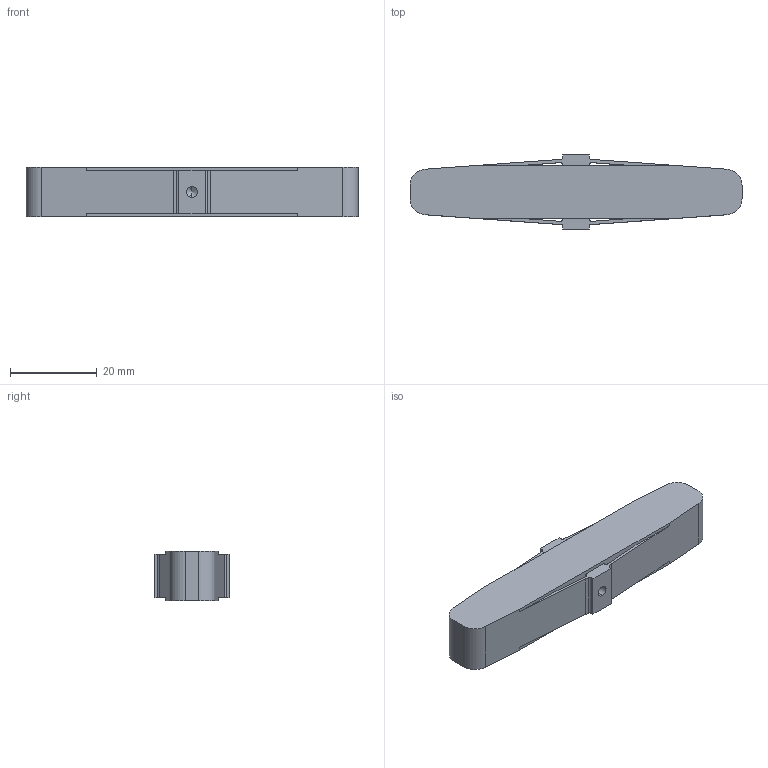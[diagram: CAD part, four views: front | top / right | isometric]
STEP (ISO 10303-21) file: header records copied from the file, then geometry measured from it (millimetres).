
FILE_DESCRIPTION (( 'STEP AP203' ), '1' );
FILE_NAME ('004502_PAss APA600MML 02 +0.000.step', '2010-09-28T16:38:53', ( 'Mecanique' ), ( 'Cedrat Technologies' ), 'SwSTEP 2.0', 'SolidWorks 2010', '' );
FILE_SCHEMA (( 'CONFIG_CONTROL_DESIGN' ));
Length unit declared in the file: millimetre
Products named in the file (1): 004502_PAss APA600MML 02 +0.000
Bounding box: 76.41 x 17.05 x 11.5 mm (x, y, z)
Volume: 10864.5 mm3; surface area: 4817.3 mm2
Topology: 1 solids, 1 shells, 56 faces, 176 edges, 114 vertices
Faces by surface type: plane 28, cylinder 24, cone 4
Entity records: 2021 total; most frequent: ORIENTED_EDGE 344, CARTESIAN_POINT 343, DIRECTION 334, EDGE_CURVE 172, VECTOR 124, LINE 124, VERTEX_POINT 114, AXIS2_PLACEMENT_3D 105
